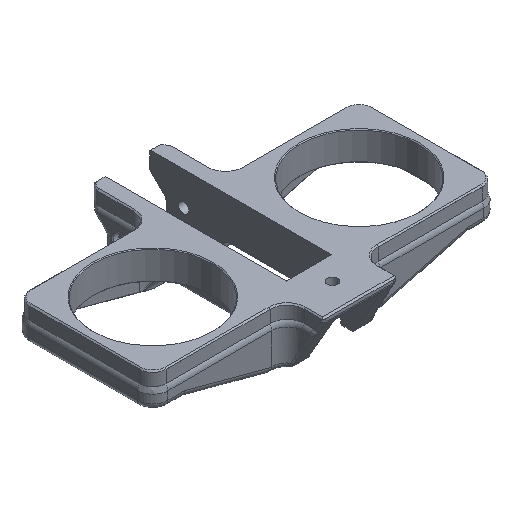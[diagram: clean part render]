
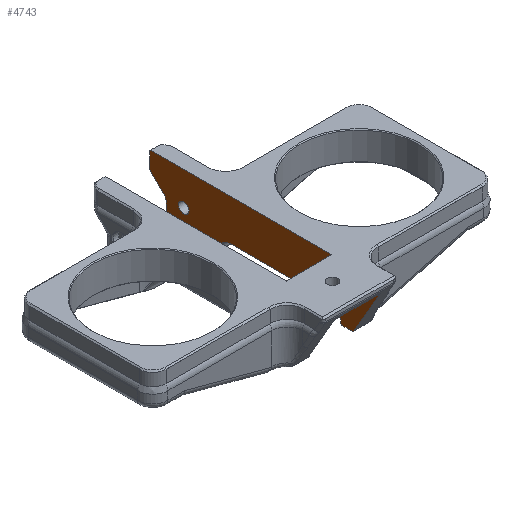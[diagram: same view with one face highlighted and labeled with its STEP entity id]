
A CAD part, isometric view. The second image highlights one B-rep face of the part: STEP entity #4743.
In plain terms, the highlighted planar face has unit normal (-1, 0, 0).
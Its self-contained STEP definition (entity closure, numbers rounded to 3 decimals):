
#234=FACE_BOUND('',#846,.T.);
#531=FACE_OUTER_BOUND('',#845,.T.);
#845=EDGE_LOOP('',(#4330,#4331,#4332,#4333,#4334,#4335,#4336,#4337,#4338,
#4339,#4340,#4341,#4342,#4343,#4344,#4345,#4346,#4347,#4348,#4349,#4350));
#846=EDGE_LOOP('',(#4351));
#1095=CIRCLE('',#5037,1.5);
#1120=CIRCLE('',#5081,2.);
#1137=CIRCLE('',#5112,4.);
#1152=CIRCLE('',#5145,5.);
#1157=CIRCLE('',#5168,1.7);
#1158=CIRCLE('',#5172,5.);
#1177=CIRCLE('',#5220,1.);
#1178=CIRCLE('',#5222,1.);
#1196=LINE('',#6692,#1543);
#1208=LINE('',#6781,#1555);
#1379=LINE('',#10009,#1726);
#1380=LINE('',#10011,#1727);
#1381=LINE('',#10013,#1728);
#1394=LINE('',#10157,#1741);
#1446=LINE('',#11422,#1793);
#1465=LINE('',#11806,#1812);
#1481=LINE('',#11846,#1828);
#1485=LINE('',#11860,#1832);
#1487=LINE('',#11865,#1834);
#1493=LINE('',#11882,#1840);
#1512=LINE('',#12209,#1859);
#1524=LINE('',#12695,#1871);
#1543=VECTOR('',#5274,59.589);
#1555=VECTOR('',#5304,17.243);
#1726=VECTOR('',#5973,15.232);
#1727=VECTOR('',#5976,3.5);
#1728=VECTOR('',#5979,0.866);
#1741=VECTOR('',#6032,3.232);
#1793=VECTOR('',#6240,0.288);
#1812=VECTOR('',#6313,5.658);
#1828=VECTOR('',#6365,31.);
#1832=VECTOR('',#6385,3.694);
#1834=VECTOR('',#6393,14.296);
#1840=VECTOR('',#6419,0.288);
#1859=VECTOR('',#6486,4.083);
#1871=VECTOR('',#6580,0.57);
#1897=VERTEX_POINT('',#6689);
#1898=VERTEX_POINT('',#6691);
#1919=VERTEX_POINT('',#6778);
#1920=VERTEX_POINT('',#6780);
#2112=VERTEX_POINT('',#10005);
#2113=VERTEX_POINT('',#10007);
#2138=VERTEX_POINT('',#10155);
#2139=VERTEX_POINT('',#10156);
#2151=VERTEX_POINT('',#10434);
#2152=VERTEX_POINT('',#10435);
#2191=VERTEX_POINT('',#10725);
#2192=VERTEX_POINT('',#10726);
#2225=VERTEX_POINT('',#11420);
#2226=VERTEX_POINT('',#11421);
#2231=VERTEX_POINT('',#11516);
#2232=VERTEX_POINT('',#11518);
#2251=VERTEX_POINT('',#11821);
#2252=VERTEX_POINT('',#11823);
#2255=VERTEX_POINT('',#11844);
#2258=VERTEX_POINT('',#11870);
#2270=VERTEX_POINT('',#12208);
#2278=VERTEX_POINT('',#12245);
#2299=EDGE_CURVE('',#1897,#1898,#1196,.T.);
#2321=EDGE_CURVE('',#1920,#1919,#1208,.T.);
#2661=EDGE_CURVE('',#2112,#2113,#1379,.T.);
#2662=EDGE_CURVE('',#1898,#2113,#1380,.T.);
#2663=EDGE_CURVE('',#2112,#1919,#1381,.T.);
#2693=EDGE_CURVE('',#2138,#2139,#1394,.T.);
#2706=EDGE_CURVE('',#2151,#2152,#1095,.T.);
#2765=EDGE_CURVE('',#2191,#2192,#1120,.T.);
#2814=EDGE_CURVE('',#2225,#2226,#1446,.T.);
#2823=EDGE_CURVE('',#2231,#2232,#1137,.T.);
#2855=EDGE_CURVE('',#2231,#2151,#1465,.T.);
#2865=EDGE_CURVE('',#2251,#2252,#1152,.T.);
#2876=EDGE_CURVE('',#2255,#2251,#1481,.T.);
#2882=EDGE_CURVE('',#2232,#2192,#1485,.T.);
#2884=EDGE_CURVE('',#2226,#2191,#1487,.T.);
#2887=EDGE_CURVE('',#2258,#2258,#1157,.T.);
#2890=EDGE_CURVE('',#2225,#2255,#1158,.T.);
#2892=EDGE_CURVE('',#2139,#2252,#1493,.T.);
#2924=EDGE_CURVE('',#2152,#2270,#1512,.T.);
#2941=EDGE_CURVE('',#2270,#2278,#1177,.T.);
#2943=EDGE_CURVE('',#1920,#2138,#1178,.T.);
#2960=EDGE_CURVE('',#1897,#2278,#1524,.T.);
#4330=ORIENTED_EDGE('',*,*,#2661,.T.);
#4331=ORIENTED_EDGE('',*,*,#2662,.F.);
#4332=ORIENTED_EDGE('',*,*,#2299,.F.);
#4333=ORIENTED_EDGE('',*,*,#2960,.T.);
#4334=ORIENTED_EDGE('',*,*,#2941,.F.);
#4335=ORIENTED_EDGE('',*,*,#2924,.F.);
#4336=ORIENTED_EDGE('',*,*,#2706,.F.);
#4337=ORIENTED_EDGE('',*,*,#2855,.F.);
#4338=ORIENTED_EDGE('',*,*,#2823,.T.);
#4339=ORIENTED_EDGE('',*,*,#2882,.T.);
#4340=ORIENTED_EDGE('',*,*,#2765,.F.);
#4341=ORIENTED_EDGE('',*,*,#2884,.F.);
#4342=ORIENTED_EDGE('',*,*,#2814,.F.);
#4343=ORIENTED_EDGE('',*,*,#2890,.T.);
#4344=ORIENTED_EDGE('',*,*,#2876,.T.);
#4345=ORIENTED_EDGE('',*,*,#2865,.T.);
#4346=ORIENTED_EDGE('',*,*,#2892,.F.);
#4347=ORIENTED_EDGE('',*,*,#2693,.F.);
#4348=ORIENTED_EDGE('',*,*,#2943,.F.);
#4349=ORIENTED_EDGE('',*,*,#2321,.T.);
#4350=ORIENTED_EDGE('',*,*,#2663,.F.);
#4351=ORIENTED_EDGE('',*,*,#2887,.T.);
#4446=PLANE('',#5252);
#4743=ADVANCED_FACE('',(#531,#234),#4446,.F.);
#5037=AXIS2_PLACEMENT_3D('',#10436,#6048,#6049);
#5081=AXIS2_PLACEMENT_3D('',#10727,#6162,#6163);
#5112=AXIS2_PLACEMENT_3D('',#11520,#6249,#6250);
#5145=AXIS2_PLACEMENT_3D('',#11825,#6337,#6338);
#5168=AXIS2_PLACEMENT_3D('',#11871,#6400,#6401);
#5172=AXIS2_PLACEMENT_3D('',#11877,#6410,#6411);
#5220=AXIS2_PLACEMENT_3D('',#12246,#6531,#6532);
#5222=AXIS2_PLACEMENT_3D('',#12249,#6536,#6537);
#5252=AXIS2_PLACEMENT_3D('',#12934,#6614,#6615);
#5274=DIRECTION('',(0.,-1.,0.));
#5304=DIRECTION('',(0.,-0.5,0.866));
#5973=DIRECTION('',(0.,1.,0.));
#5976=DIRECTION('',(0.,0.,-1.));
#5979=DIRECTION('',(0.,-0.866,0.5));
#6032=DIRECTION('',(0.,1.,0.));
#6048=DIRECTION('center_axis',(1.,0.,0.));
#6049=DIRECTION('ref_axis',(0.,0.,1.));
#6162=DIRECTION('center_axis',(1.,0.,0.));
#6163=DIRECTION('ref_axis',(0.,0.,1.));
#6240=DIRECTION('',(0.,0.721,-0.693));
#6249=DIRECTION('center_axis',(1.,0.,0.));
#6250=DIRECTION('ref_axis',(0.,0.,1.));
#6313=DIRECTION('',(0.,0.707,0.707));
#6337=DIRECTION('center_axis',(1.,0.,0.));
#6338=DIRECTION('ref_axis',(0.,0.,1.));
#6365=DIRECTION('',(0.,-1.,0.));
#6385=DIRECTION('',(0.,0.,-1.));
#6393=DIRECTION('',(0.,1.,0.));
#6400=DIRECTION('center_axis',(1.,0.,0.));
#6401=DIRECTION('ref_axis',(0.,0.,1.));
#6410=DIRECTION('center_axis',(1.,0.,0.));
#6411=DIRECTION('ref_axis',(0.,0.,1.));
#6419=DIRECTION('',(0.,0.721,0.693));
#6486=DIRECTION('',(0.,0.,1.));
#6531=DIRECTION('center_axis',(1.,0.,0.));
#6532=DIRECTION('ref_axis',(0.,0.,1.));
#6536=DIRECTION('center_axis',(1.,0.,0.));
#6537=DIRECTION('ref_axis',(0.,0.,1.));
#6580=DIRECTION('',(0.,0.712,-0.702));
#6614=DIRECTION('center_axis',(1.,0.,0.));
#6615=DIRECTION('ref_axis',(0.,0.,1.));
#6689=CARTESIAN_POINT('',(7.521,-2.853,25.95));
#6691=CARTESIAN_POINT('',(7.521,-62.442,25.95));
#6692=CARTESIAN_POINT('',(7.521,-2.853,25.95));
#6778=CARTESIAN_POINT('',(7.521,-78.424,22.883));
#6780=CARTESIAN_POINT('',(7.521,-69.802,7.95));
#6781=CARTESIAN_POINT('',(7.521,-69.802,7.95));
#10005=CARTESIAN_POINT('',(7.521,-77.674,22.45));
#10007=CARTESIAN_POINT('',(7.521,-62.442,22.45));
#10009=CARTESIAN_POINT('',(7.521,-77.674,22.45));
#10011=CARTESIAN_POINT('',(7.521,-62.442,25.95));
#10013=CARTESIAN_POINT('',(7.521,-77.674,22.45));
#10155=CARTESIAN_POINT('',(7.521,-68.936,7.45));
#10156=CARTESIAN_POINT('',(7.521,-65.704,7.45));
#10157=CARTESIAN_POINT('',(7.521,-68.936,7.45));
#10434=CARTESIAN_POINT('',(7.521,-2.827,19.974));
#10435=CARTESIAN_POINT('',(7.521,-2.447,21.45));
#10436=CARTESIAN_POINT('Origin',(7.521,-3.888,21.034));
#10725=CARTESIAN_POINT('',(7.521,-10.,7.45));
#10726=CARTESIAN_POINT('',(7.521,-8.,9.45));
#10727=CARTESIAN_POINT('Origin',(7.521,-10.,9.45));
#11420=CARTESIAN_POINT('',(7.521,-24.504,7.65));
#11421=CARTESIAN_POINT('',(7.521,-24.296,7.45));
#11422=CARTESIAN_POINT('',(7.521,-24.504,7.65));
#11516=CARTESIAN_POINT('',(7.521,-6.828,15.973));
#11518=CARTESIAN_POINT('',(7.521,-8.,13.144));
#11520=CARTESIAN_POINT('Origin',(7.521,-4.,13.144));
#11806=CARTESIAN_POINT('',(7.521,-6.828,15.973));
#11821=CARTESIAN_POINT('',(7.521,-60.5,12.45));
#11823=CARTESIAN_POINT('',(7.521,-65.496,7.65));
#11825=CARTESIAN_POINT('Origin',(7.521,-60.5,7.45));
#11844=CARTESIAN_POINT('',(7.521,-29.5,12.45));
#11846=CARTESIAN_POINT('',(7.521,-29.5,12.45));
#11860=CARTESIAN_POINT('',(7.521,-8.,13.144));
#11865=CARTESIAN_POINT('',(7.521,-24.296,7.45));
#11870=CARTESIAN_POINT('',(7.521,-13.75,16.65));
#11871=CARTESIAN_POINT('Origin',(7.521,-13.75,14.95));
#11877=CARTESIAN_POINT('Origin',(7.521,-29.5,7.45));
#11882=CARTESIAN_POINT('',(7.521,-65.704,7.45));
#12208=CARTESIAN_POINT('',(7.521,-2.447,25.533));
#12209=CARTESIAN_POINT('',(7.521,-2.447,21.45));
#12245=CARTESIAN_POINT('',(7.521,-2.447,25.55));
#12246=CARTESIAN_POINT('Origin',(7.521,-3.447,25.536));
#12249=CARTESIAN_POINT('Origin',(7.521,-68.936,8.45));
#12695=CARTESIAN_POINT('',(7.521,-2.853,25.95));
#12934=CARTESIAN_POINT('Origin',(7.521,-32.65,19.45));
